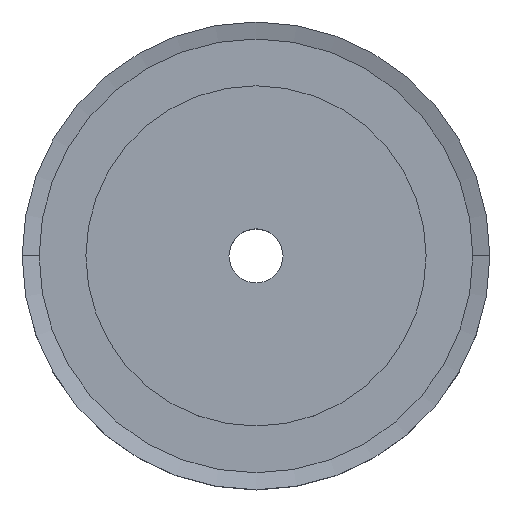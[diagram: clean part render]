
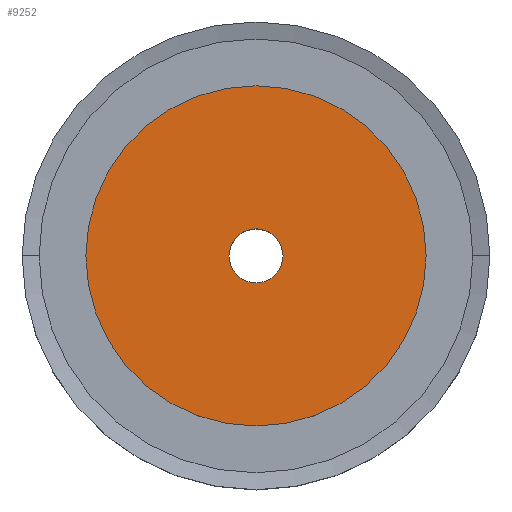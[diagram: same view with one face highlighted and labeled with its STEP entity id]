
A CAD part, top view. The second image highlights one B-rep face of the part: STEP entity #9252.
In plain terms, the highlighted planar face has unit normal (0, 0, 1).
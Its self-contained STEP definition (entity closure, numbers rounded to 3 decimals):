
#127 = CIRCLE ( 'NONE', #2020, 3.175 ) ;
#141 = CARTESIAN_POINT ( 'NONE',  ( 0., 0., 16. ) ) ;
#503 = FACE_BOUND ( 'NONE', #8929, .T. ) ;
#712 = CARTESIAN_POINT ( 'NONE',  ( 3.175, 0., 16. ) ) ;
#907 = DIRECTION ( 'NONE',  ( 0., 0., 1. ) ) ;
#1297 = CARTESIAN_POINT ( 'NONE',  ( -20., 0., 16. ) ) ;
#1336 = CARTESIAN_POINT ( 'NONE',  ( -1.653, 23.331, 16. ) ) ;
#1344 = DIRECTION ( 'NONE',  ( 0., 0., 1. ) ) ;
#1837 = CARTESIAN_POINT ( 'NONE',  ( 0., 0., 16. ) ) ;
#2020 = AXIS2_PLACEMENT_3D ( 'NONE', #7252, #907, #7367 ) ;
#2166 = DIRECTION ( 'NONE',  ( 0., 0., 1. ) ) ;
#2294 = EDGE_CURVE ( 'NONE', #8603, #6015, #4245, .T. ) ;
#2604 = CARTESIAN_POINT ( 'NONE',  ( 20., 0., 16. ) ) ;
#2789 = DIRECTION ( 'NONE',  ( 1., 0., 0. ) ) ;
#2939 = FACE_OUTER_BOUND ( 'NONE', #5057, .T. ) ;
#3949 = EDGE_CURVE ( 'NONE', #10061, #6960, #9585, .T. ) ;
#4245 = CIRCLE ( 'NONE', #7485, 20. ) ;
#5057 = EDGE_LOOP ( 'NONE', ( #5179, #5763 ) ) ;
#5153 = AXIS2_PLACEMENT_3D ( 'NONE', #10645, #1344, #11485 ) ;
#5179 = ORIENTED_EDGE ( 'NONE', *, *, #2294, .T. ) ;
#5763 = ORIENTED_EDGE ( 'NONE', *, *, #10785, .T. ) ;
#5890 = CARTESIAN_POINT ( 'NONE',  ( -3.175, 0., 16. ) ) ;
#6015 = VERTEX_POINT ( 'NONE', #1297 ) ;
#6285 = ORIENTED_EDGE ( 'NONE', *, *, #10745, .F. ) ;
#6415 = ORIENTED_EDGE ( 'NONE', *, *, #3949, .F. ) ;
#6785 = PLANE ( 'NONE',  #10548 ) ;
#6960 = VERTEX_POINT ( 'NONE', #712 ) ;
#7252 = CARTESIAN_POINT ( 'NONE',  ( 0., 0., 16. ) ) ;
#7367 = DIRECTION ( 'NONE',  ( 1., 0., 0. ) ) ;
#7485 = AXIS2_PLACEMENT_3D ( 'NONE', #1837, #9097, #2789 ) ;
#8143 = AXIS2_PLACEMENT_3D ( 'NONE', #141, #9119, #8157 ) ;
#8157 = DIRECTION ( 'NONE',  ( 1., 0., 0. ) ) ;
#8603 = VERTEX_POINT ( 'NONE', #2604 ) ;
#8929 = EDGE_LOOP ( 'NONE', ( #6285, #6415 ) ) ;
#9097 = DIRECTION ( 'NONE',  ( 0., 0., 1. ) ) ;
#9119 = DIRECTION ( 'NONE',  ( 0., 0., 1. ) ) ;
#9252 = ADVANCED_FACE ( 'NONE', ( #503, #2939 ), #6785, .T. ) ;
#9585 = CIRCLE ( 'NONE', #5153, 3.175 ) ;
#9880 = CIRCLE ( 'NONE', #8143, 20. ) ;
#10061 = VERTEX_POINT ( 'NONE', #5890 ) ;
#10275 = DIRECTION ( 'NONE',  ( 1., 0., 0. ) ) ;
#10548 = AXIS2_PLACEMENT_3D ( 'NONE', #1336, #2166, #10275 ) ;
#10645 = CARTESIAN_POINT ( 'NONE',  ( 0., 0., 16. ) ) ;
#10745 = EDGE_CURVE ( 'NONE', #6960, #10061, #127, .T. ) ;
#10785 = EDGE_CURVE ( 'NONE', #6015, #8603, #9880, .T. ) ;
#11485 = DIRECTION ( 'NONE',  ( 1., 0., 0. ) ) ;
